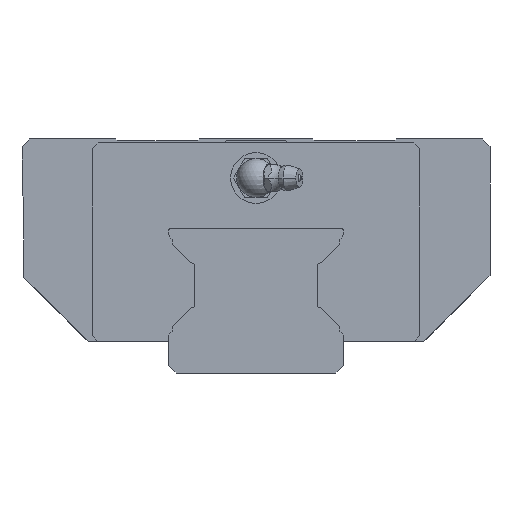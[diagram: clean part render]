
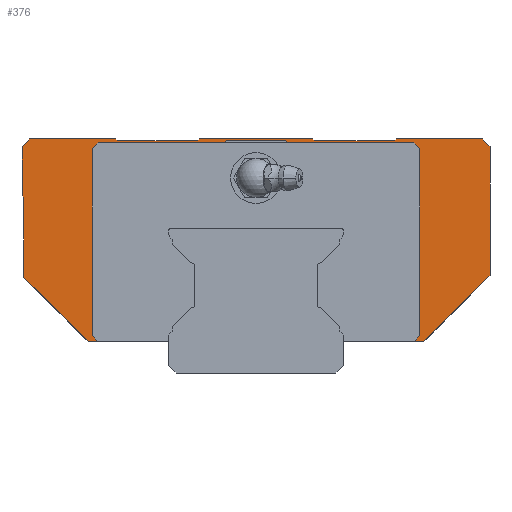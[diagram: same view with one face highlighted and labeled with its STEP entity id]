
A CAD part, front view. The second image highlights one B-rep face of the part: STEP entity #376.
In plain terms, the highlighted planar face has unit normal (0, -1, 0).
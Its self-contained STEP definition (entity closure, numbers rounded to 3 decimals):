
#376=ADVANCED_FACE('',(#885),#886,.F.);
#885=FACE_OUTER_BOUND('',#1521,.T.);
#886=PLANE('',#1522);
#1521=EDGE_LOOP('',(#3381,#3382,#3383,#3384,#3385,#3386,#3387,#3388,#3389,#3390,#3391,#3392,#3393,#3394,#3395,#3396,#3397,#3398,#3399,#3400,#3401,#3402,#3403,#3404,#3405,#3406,#3407,#3408,#3409,#3410,#3411,#3412,#3413,#3414));
#1522=AXIS2_PLACEMENT_3D('',#3415,#3416,#3417);
#3381=ORIENTED_EDGE('',*,*,#4632,.F.);
#3382=ORIENTED_EDGE('',*,*,#4633,.F.);
#3383=ORIENTED_EDGE('',*,*,#4618,.F.);
#3384=ORIENTED_EDGE('',*,*,#4535,.F.);
#3385=ORIENTED_EDGE('',*,*,#4393,.F.);
#3386=ORIENTED_EDGE('',*,*,#4571,.F.);
#3387=ORIENTED_EDGE('',*,*,#4634,.F.);
#3388=ORIENTED_EDGE('',*,*,#4635,.F.);
#3389=ORIENTED_EDGE('',*,*,#4594,.F.);
#3390=ORIENTED_EDGE('',*,*,#4597,.F.);
#3391=ORIENTED_EDGE('',*,*,#4636,.F.);
#3392=ORIENTED_EDGE('',*,*,#4637,.F.);
#3393=ORIENTED_EDGE('',*,*,#4638,.F.);
#3394=ORIENTED_EDGE('',*,*,#4639,.F.);
#3395=ORIENTED_EDGE('',*,*,#4640,.F.);
#3396=ORIENTED_EDGE('',*,*,#4641,.F.);
#3397=ORIENTED_EDGE('',*,*,#4642,.F.);
#3398=ORIENTED_EDGE('',*,*,#4528,.F.);
#3399=ORIENTED_EDGE('',*,*,#4643,.F.);
#3400=ORIENTED_EDGE('',*,*,#4455,.F.);
#3401=ORIENTED_EDGE('',*,*,#4644,.F.);
#3402=ORIENTED_EDGE('',*,*,#4530,.F.);
#3403=ORIENTED_EDGE('',*,*,#4645,.F.);
#3404=ORIENTED_EDGE('',*,*,#4581,.F.);
#3405=ORIENTED_EDGE('',*,*,#4646,.F.);
#3406=ORIENTED_EDGE('',*,*,#4647,.F.);
#3407=ORIENTED_EDGE('',*,*,#4631,.F.);
#3408=ORIENTED_EDGE('',*,*,#4563,.F.);
#3409=ORIENTED_EDGE('',*,*,#4648,.F.);
#3410=ORIENTED_EDGE('',*,*,#4606,.F.);
#3411=ORIENTED_EDGE('',*,*,#4629,.F.);
#3412=ORIENTED_EDGE('',*,*,#4600,.F.);
#3413=ORIENTED_EDGE('',*,*,#4649,.F.);
#3414=ORIENTED_EDGE('',*,*,#4650,.F.);
#3415=CARTESIAN_POINT('',(-47.,0.0,71.));
#3416=DIRECTION('',(0.0,1.0,0.0));
#3417=DIRECTION('',(1.0,0.0,0.0));
#4393=EDGE_CURVE('',#5443,#5445,#5446,.T.);
#4455=EDGE_CURVE('',#5562,#5563,#5564,.T.);
#4528=EDGE_CURVE('',#5685,#5675,#5687,.T.);
#4530=EDGE_CURVE('',#5688,#5690,#5691,.T.);
#4535=EDGE_CURVE('',#5445,#5698,#5699,.T.);
#4563=EDGE_CURVE('',#5740,#5742,#5743,.T.);
#4571=EDGE_CURVE('',#5751,#5443,#5753,.T.);
#4581=EDGE_CURVE('',#5765,#5763,#5767,.T.);
#4594=EDGE_CURVE('',#5785,#5780,#5787,.T.);
#4597=EDGE_CURVE('',#5790,#5785,#5792,.T.);
#4600=EDGE_CURVE('',#5795,#5793,#5797,.T.);
#4606=EDGE_CURVE('',#5805,#5807,#5808,.T.);
#4618=EDGE_CURVE('',#5698,#5816,#5825,.T.);
#4629=EDGE_CURVE('',#5793,#5805,#5842,.T.);
#4631=EDGE_CURVE('',#5742,#5840,#5844,.T.);
#4632=EDGE_CURVE('',#5845,#5846,#5847,.T.);
#4633=EDGE_CURVE('',#5816,#5845,#5848,.T.);
#4634=EDGE_CURVE('',#5849,#5751,#5850,.T.);
#4635=EDGE_CURVE('',#5780,#5849,#5851,.T.);
#4636=EDGE_CURVE('',#5852,#5790,#5853,.T.);
#4637=EDGE_CURVE('',#5854,#5852,#5855,.T.);
#4638=EDGE_CURVE('',#5856,#5854,#5857,.T.);
#4639=EDGE_CURVE('',#5858,#5856,#5859,.T.);
#4640=EDGE_CURVE('',#5860,#5858,#5861,.T.);
#4641=EDGE_CURVE('',#5862,#5860,#5863,.T.);
#4642=EDGE_CURVE('',#5675,#5862,#5864,.T.);
#4643=EDGE_CURVE('',#5563,#5685,#5865,.T.);
#4644=EDGE_CURVE('',#5690,#5562,#5866,.T.);
#4645=EDGE_CURVE('',#5763,#5688,#5867,.T.);
#4646=EDGE_CURVE('',#5868,#5765,#5869,.T.);
#4647=EDGE_CURVE('',#5840,#5868,#5870,.T.);
#4648=EDGE_CURVE('',#5807,#5740,#5871,.T.);
#4649=EDGE_CURVE('',#5872,#5795,#5873,.T.);
#4650=EDGE_CURVE('',#5846,#5872,#5874,.T.);
#5443=VERTEX_POINT('',#7052);
#5445=VERTEX_POINT('',#7055);
#5446=LINE('',#7056,#7057);
#5562=VERTEX_POINT('',#7224);
#5563=VERTEX_POINT('',#7225);
#5564=LINE('',#7226,#7227);
#5675=VERTEX_POINT('',#7386);
#5685=VERTEX_POINT('',#7401);
#5687=LINE('',#7404,#7405);
#5688=VERTEX_POINT('',#7406);
#5690=VERTEX_POINT('',#7409);
#5691=LINE('',#7410,#7411);
#5698=VERTEX_POINT('',#7422);
#5699=LINE('',#7423,#7424);
#5740=VERTEX_POINT('',#7484);
#5742=VERTEX_POINT('',#7487);
#5743=LINE('',#7488,#7489);
#5751=VERTEX_POINT('',#7501);
#5753=LINE('',#7504,#7505);
#5763=VERTEX_POINT('',#7522);
#5765=VERTEX_POINT('',#7525);
#5767=LINE('',#7528,#7529);
#5780=VERTEX_POINT('',#7546);
#5785=VERTEX_POINT('',#7553);
#5787=LINE('',#7556,#7557);
#5790=VERTEX_POINT('',#7561);
#5792=LINE('',#7564,#7565);
#5793=VERTEX_POINT('',#7566);
#5795=VERTEX_POINT('',#7569);
#5797=LINE('',#7572,#7573);
#5805=VERTEX_POINT('',#7585);
#5807=VERTEX_POINT('',#7588);
#5808=LINE('',#7589,#7590);
#5816=VERTEX_POINT('',#7601);
#5825=LINE('',#7613,#7614);
#5840=VERTEX_POINT('',#7630);
#5842=LINE('',#7633,#7634);
#5844=LINE('',#7637,#7638);
#5845=VERTEX_POINT('',#7639);
#5846=VERTEX_POINT('',#7640);
#5847=LINE('',#7641,#7642);
#5848=LINE('',#7643,#7644);
#5849=VERTEX_POINT('',#7645);
#5850=LINE('',#7646,#7647);
#5851=LINE('',#7648,#7649);
#5852=VERTEX_POINT('',#7650);
#5853=LINE('',#7651,#7652);
#5854=VERTEX_POINT('',#7653);
#5855=LINE('',#7654,#7655);
#5856=VERTEX_POINT('',#7656);
#5857=LINE('',#7657,#7658);
#5858=VERTEX_POINT('',#7659);
#5859=LINE('',#7660,#7661);
#5860=VERTEX_POINT('',#7662);
#5861=LINE('',#7663,#7664);
#5862=VERTEX_POINT('',#7665);
#5863=LINE('',#7666,#7667);
#5864=LINE('',#7668,#7669);
#5865=LINE('',#7670,#7671);
#5866=LINE('',#7672,#7673);
#5867=LINE('',#7674,#7675);
#5868=VERTEX_POINT('',#7676);
#5869=LINE('',#7677,#7678);
#5870=LINE('',#7679,#7680);
#5871=LINE('',#7681,#7682);
#5872=VERTEX_POINT('',#7683);
#5873=LINE('',#7684,#7685);
#5874=LINE('',#7686,#7687);
#7052=CARTESIAN_POINT('',(60.,0.0,58.0));
#7055=CARTESIAN_POINT('',(60.,0.0,25.));
#7056=CARTESIAN_POINT('',(60.,0.0,58.0));
#7057=VECTOR('',#8581,1000.0);
#7224=CARTESIAN_POINT('',(-43.,0.0,8.0));
#7225=CARTESIAN_POINT('',(-59.5,0.0,24.5));
#7226=CARTESIAN_POINT('',(-43.,0.0,8.0));
#7227=VECTOR('',#8663,1000.0);
#7386=CARTESIAN_POINT('',(-60.0,0.0,45.5));
#7401=CARTESIAN_POINT('',(-59.5,0.0,45.0));
#7404=CARTESIAN_POINT('',(-59.5,0.0,45.0));
#7405=VECTOR('',#8772,1000.0);
#7406=CARTESIAN_POINT('',(-22.5,0.,8.1));
#7409=CARTESIAN_POINT('',(-22.5,0.0,8.0));
#7410=CARTESIAN_POINT('',(-22.5,0.,2.0));
#7411=VECTOR('',#8774,1000.0);
#7422=CARTESIAN_POINT('',(43.,0.0,8.0));
#7423=CARTESIAN_POINT('',(60.,0.0,25.));
#7424=VECTOR('',#8779,1000.0);
#7484=CARTESIAN_POINT('',(-7.5,0.0,59.6));
#7487=CARTESIAN_POINT('',(-8.1,0.0,59.0));
#7488=CARTESIAN_POINT('',(-7.5,0.0,59.6));
#7489=VECTOR('',#8821,1000.0);
#7501=CARTESIAN_POINT('',(58.,0.0,60.0));
#7504=CARTESIAN_POINT('',(58.,0.0,60.0));
#7505=VECTOR('',#8833,1000.0);
#7522=CARTESIAN_POINT('',(-40.5,0.0,8.1));
#7525=CARTESIAN_POINT('',(-42.,0.0,9.6));
#7528=CARTESIAN_POINT('',(-42.,0.0,9.6));
#7529=VECTOR('',#8843,1000.0);
#7546=CARTESIAN_POINT('',(35.5,0.0,59.5));
#7553=CARTESIAN_POINT('',(15.,0.0,59.5));
#7556=CARTESIAN_POINT('',(15.,0.0,59.5));
#7557=VECTOR('',#8866,1000.0);
#7561=CARTESIAN_POINT('',(14.5,0.0,60.0));
#7564=CARTESIAN_POINT('',(14.5,0.0,60.0));
#7565=VECTOR('',#8869,1000.0);
#7566=CARTESIAN_POINT('',(40.5,0.0,59.0));
#7569=CARTESIAN_POINT('',(42.,0.0,57.5));
#7572=CARTESIAN_POINT('',(42.,0.0,57.5));
#7573=VECTOR('',#8872,1000.0);
#7585=CARTESIAN_POINT('',(8.1,0.0,59.0));
#7588=CARTESIAN_POINT('',(7.5,0.0,59.6));
#7589=CARTESIAN_POINT('',(8.1,0.0,59.0));
#7590=VECTOR('',#8878,1000.0);
#7601=CARTESIAN_POINT('',(22.5,0.0,8.0));
#7613=CARTESIAN_POINT('',(43.,0.0,8.0));
#7614=VECTOR('',#8900,1000.0);
#7630=CARTESIAN_POINT('',(-40.5,0.0,59.0));
#7633=CARTESIAN_POINT('',(40.5,0.0,59.0));
#7634=VECTOR('',#8927,1000.0);
#7637=CARTESIAN_POINT('',(-8.1,0.0,59.0));
#7638=VECTOR('',#8929,1000.0);
#7639=CARTESIAN_POINT('',(22.5,0.,8.1));
#7640=CARTESIAN_POINT('',(40.5,0.0,8.1));
#7641=CARTESIAN_POINT('',(-40.5,0.0,8.1));
#7642=VECTOR('',#8930,1000.0);
#7643=CARTESIAN_POINT('',(22.5,0.0,71.));
#7644=VECTOR('',#8931,1000.0);
#7645=CARTESIAN_POINT('',(36.,0.0,60.0));
#7646=CARTESIAN_POINT('',(36.,0.0,60.0));
#7647=VECTOR('',#8932,1000.0);
#7648=CARTESIAN_POINT('',(35.5,0.0,59.5));
#7649=VECTOR('',#8933,1000.0);
#7650=CARTESIAN_POINT('',(-14.5,0.0,60.0));
#7651=CARTESIAN_POINT('',(-14.5,0.0,60.0));
#7652=VECTOR('',#8934,1000.0);
#7653=CARTESIAN_POINT('',(-15.,0.0,59.5));
#7654=CARTESIAN_POINT('',(-15.,0.0,59.5));
#7655=VECTOR('',#8935,1000.0);
#7656=CARTESIAN_POINT('',(-35.5,0.0,59.5));
#7657=CARTESIAN_POINT('',(-35.5,0.0,59.5));
#7658=VECTOR('',#8936,1000.0);
#7659=CARTESIAN_POINT('',(-36.,0.0,60.0));
#7660=CARTESIAN_POINT('',(-36.,0.0,60.0));
#7661=VECTOR('',#8937,1000.0);
#7662=CARTESIAN_POINT('',(-58.0,0.0,60.0));
#7663=CARTESIAN_POINT('',(-58.0,0.0,60.0));
#7664=VECTOR('',#8938,1000.0);
#7665=CARTESIAN_POINT('',(-60.0,0.0,58.0));
#7666=CARTESIAN_POINT('',(-60.0,0.0,58.0));
#7667=VECTOR('',#8939,1000.0);
#7668=CARTESIAN_POINT('',(-60.0,0.0,45.5));
#7669=VECTOR('',#8940,1000.0);
#7670=CARTESIAN_POINT('',(-59.5,0.0,24.5));
#7671=VECTOR('',#8941,1000.0);
#7672=CARTESIAN_POINT('',(43.,0.0,8.0));
#7673=VECTOR('',#8942,1000.0);
#7674=CARTESIAN_POINT('',(-40.5,0.0,8.1));
#7675=VECTOR('',#8943,1000.0);
#7676=CARTESIAN_POINT('',(-42.,0.0,57.5));
#7677=CARTESIAN_POINT('',(-42.,0.0,57.5));
#7678=VECTOR('',#8944,1000.0);
#7679=CARTESIAN_POINT('',(-40.5,0.0,59.0));
#7680=VECTOR('',#8945,1000.0);
#7681=CARTESIAN_POINT('',(7.5,0.0,59.6));
#7682=VECTOR('',#8946,1000.0);
#7683=CARTESIAN_POINT('',(42.,0.0,9.6));
#7684=CARTESIAN_POINT('',(42.,0.0,9.6));
#7685=VECTOR('',#8947,1000.0);
#7686=CARTESIAN_POINT('',(40.5,0.0,8.1));
#7687=VECTOR('',#8948,1000.0);
#8581=DIRECTION('',(0.0,0.0,-1.0));
#8663=DIRECTION('',(-0.707,0.0,0.707));
#8772=DIRECTION('',(-0.707,0.0,0.707));
#8774=DIRECTION('',(0.0,0.0,-1.0));
#8779=DIRECTION('',(-0.707,0.0,-0.707));
#8821=DIRECTION('',(-0.707,0.0,-0.707));
#8833=DIRECTION('',(0.707,0.0,-0.707));
#8843=DIRECTION('',(0.707,0.0,-0.707));
#8866=DIRECTION('',(1.0,0.0,0.0));
#8869=DIRECTION('',(0.707,0.0,-0.707));
#8872=DIRECTION('',(-0.707,0.0,0.707));
#8878=DIRECTION('',(-0.707,0.0,0.707));
#8900=DIRECTION('',(-1.0,0.0,0.0));
#8927=DIRECTION('',(-1.0,0.0,0.0));
#8929=DIRECTION('',(-1.0,0.0,0.0));
#8930=DIRECTION('',(1.0,0.0,0.0));
#8931=DIRECTION('',(0.0,0.0,1.0));
#8932=DIRECTION('',(1.0,0.0,0.0));
#8933=DIRECTION('',(0.707,0.0,0.707));
#8934=DIRECTION('',(1.0,0.0,0.0));
#8935=DIRECTION('',(0.707,0.0,0.707));
#8936=DIRECTION('',(1.0,0.0,0.0));
#8937=DIRECTION('',(0.707,0.0,-0.707));
#8938=DIRECTION('',(1.0,0.0,0.0));
#8939=DIRECTION('',(0.707,0.0,0.707));
#8940=DIRECTION('',(0.0,0.0,1.0));
#8941=DIRECTION('',(0.0,0.0,1.0));
#8942=DIRECTION('',(-1.0,0.0,0.0));
#8943=DIRECTION('',(1.0,0.0,0.0));
#8944=DIRECTION('',(0.0,0.0,-1.0));
#8945=DIRECTION('',(-0.707,0.0,-0.707));
#8946=DIRECTION('',(-1.0,0.0,0.0));
#8947=DIRECTION('',(0.0,0.0,1.0));
#8948=DIRECTION('',(0.707,0.0,0.707));
